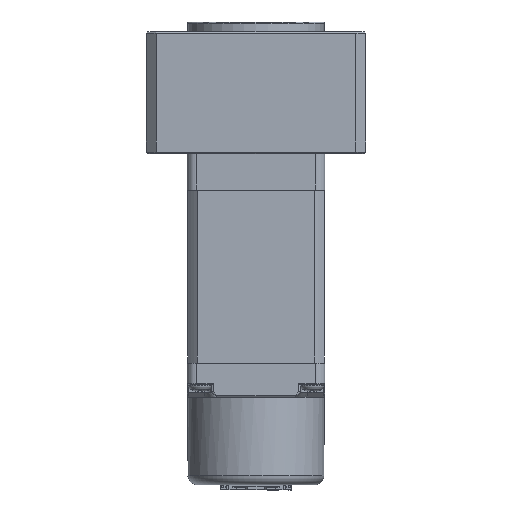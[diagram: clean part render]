
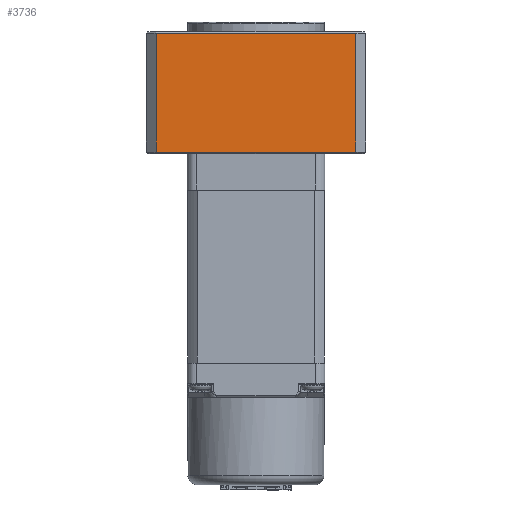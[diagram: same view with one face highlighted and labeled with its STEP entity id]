
A CAD part, left-side view. The second image highlights one B-rep face of the part: STEP entity #3736.
In plain terms, the highlighted planar face has unit normal (-1, 0, 0).
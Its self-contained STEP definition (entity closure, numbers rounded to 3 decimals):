
#3736 = ADVANCED_FACE( '', ( #8008 ), #8009, .T. );
#8008 = FACE_OUTER_BOUND( '', #12739, .T. );
#8009 = PLANE( '', #12740 );
#12739 = EDGE_LOOP( '', ( #23786, #23787, #23788, #23789 ) );
#12740 = AXIS2_PLACEMENT_3D( '', #23790, #23791, #23792 );
#23786 = ORIENTED_EDGE( '', *, *, #30825, .T. );
#23787 = ORIENTED_EDGE( '', *, *, #32350, .T. );
#23788 = ORIENTED_EDGE( '', *, *, #31032, .T. );
#23789 = ORIENTED_EDGE( '', *, *, #32406, .T. );
#23790 = CARTESIAN_POINT( '', ( -22.5, -22.5, 25. ) );
#23791 = DIRECTION( '', ( -1., 0., 0. ) );
#23792 = DIRECTION( '', ( 0., -1., 0. ) );
#30825 = EDGE_CURVE( '', #38227, #34446, #38228, .T. );
#31032 = EDGE_CURVE( '', #37117, #38509, #38510, .T. );
#32350 = EDGE_CURVE( '', #34446, #37117, #40279, .T. );
#32406 = EDGE_CURVE( '', #38509, #38227, #40346, .T. );
#34446 = VERTEX_POINT( '', #42954 );
#37117 = VERTEX_POINT( '', #47006 );
#38227 = VERTEX_POINT( '', #48582 );
#38228 = LINE( '', #48583, #48584 );
#38509 = VERTEX_POINT( '', #48995 );
#38510 = LINE( '', #48996, #48997 );
#40279 = LINE( '', #51500, #51501 );
#40346 = LINE( '', #51591, #51592 );
#42954 = CARTESIAN_POINT( '', ( -22.5, 20.5, 0.3 ) );
#47006 = CARTESIAN_POINT( '', ( -22.5, -20.5, 0.3 ) );
#48582 = CARTESIAN_POINT( '', ( -22.5, 20.5, 24.7 ) );
#48583 = CARTESIAN_POINT( '', ( -22.5, 20.5, 25. ) );
#48584 = VECTOR( '', #56150, 1000. );
#48995 = CARTESIAN_POINT( '', ( -22.5, -20.5, 24.7 ) );
#48996 = CARTESIAN_POINT( '', ( -22.5, -20.5, 25. ) );
#48997 = VECTOR( '', #56362, 1000. );
#51500 = CARTESIAN_POINT( '', ( -22.5, -22.5, 0.3 ) );
#51501 = VECTOR( '', #57763, 1000. );
#51591 = CARTESIAN_POINT( '', ( -22.5, 20.5, 24.7 ) );
#51592 = VECTOR( '', #57814, 1000. );
#56150 = DIRECTION( '', ( 0., 0., -1. ) );
#56362 = DIRECTION( '', ( 0., 0., 1. ) );
#57763 = DIRECTION( '', ( 0., -1., 0. ) );
#57814 = DIRECTION( '', ( 0., 1., 0. ) );
